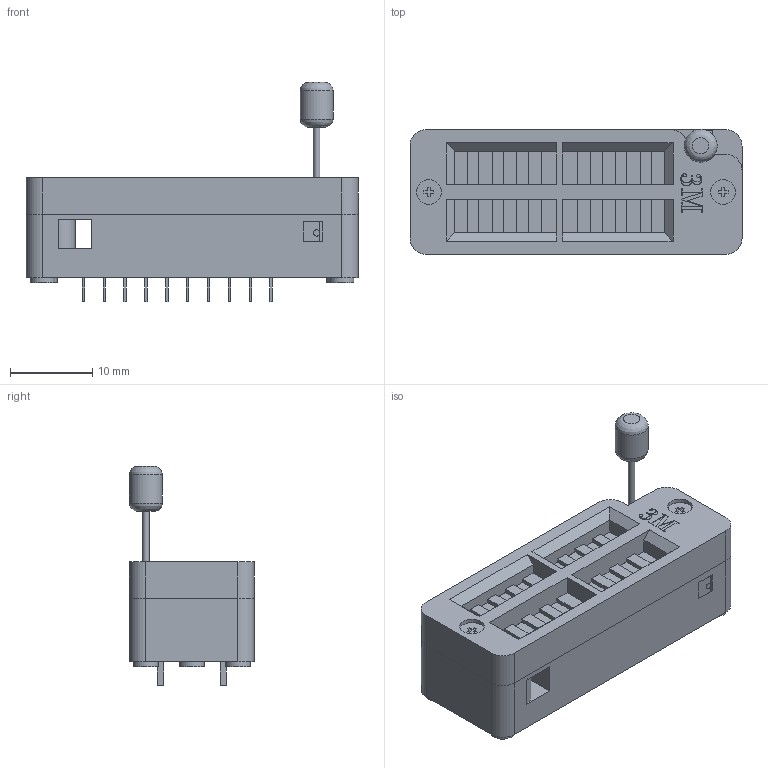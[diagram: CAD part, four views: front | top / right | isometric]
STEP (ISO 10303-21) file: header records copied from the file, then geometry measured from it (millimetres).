
FILE_DESCRIPTION(/* description */ (''),/* implementation_level */ '2;1');
FILE_NAME(/* name */ '3M 220-3342-00-0602J ON.stp',/* time_stamp */ '2020-04-10T20:36:09-04:00',/* author */ ('Alxs'),/* organization */ (''),/* preprocessor_version */ 'ST-DEVELOPER v18',/* originating_system */ 'Autodesk Inventor 2020',/* authorisation */ '');
FILE_SCHEMA (('AUTOMOTIVE_DESIGN { 1 0 10303 214 3 1 1 }'));
Length unit declared in the file: millimetre
Products named in the file (10): Ensamblaje3; Ensamblaje2; Pieza11; Pieza12; Pieza15; Pieza16; Pieza17; Pieza18; Pieza19; Pieza20
Assembly tree (9 placements, depth 3):
  Ensamblaje3
    Ensamblaje2
      Pieza11
      Pieza12
      Pieza15
      Pieza16
      Pieza17
      Pieza18
      Pieza19
      Pieza20
Bounding box: 40.4 x 15.22 x 26.67 mm (x, y, z)
Volume: 6701.4 mm3; surface area: 5089.3 mm2
Topology: 47 solids, 47 shells, 483 faces, 1138 edges, 768 vertices
Faces by surface type: plane 426, cylinder 31, bspline 26
Full cylindrical faces by diameter (mm): 0.7 x2, 0.8 x1, 3 x12, 4 x1
Entity records: 14752 total; most frequent: CARTESIAN_POINT 2769, ORIENTED_EDGE 2274, DIRECTION 2146, EDGE_CURVE 1137, LINE 990, VECTOR 990, VERTEX_POINT 766, AXIS2_PLACEMENT_3D 578
